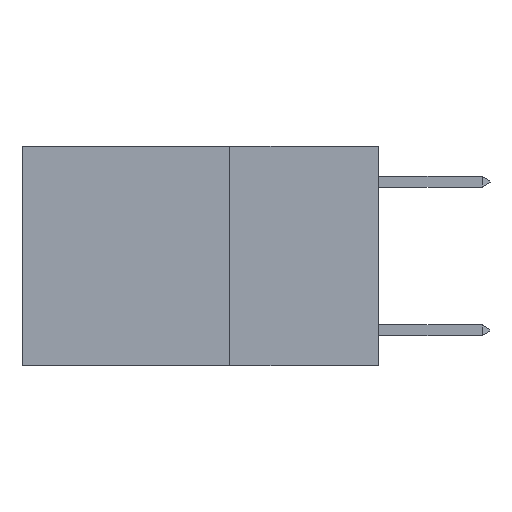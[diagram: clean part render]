
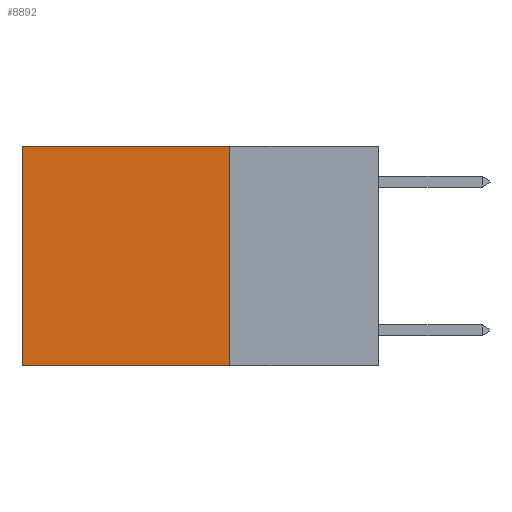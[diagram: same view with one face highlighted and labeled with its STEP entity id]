
A CAD part, left-side view. The second image highlights one B-rep face of the part: STEP entity #8892.
In plain terms, the highlighted planar face has unit normal (-1, 0, 0).
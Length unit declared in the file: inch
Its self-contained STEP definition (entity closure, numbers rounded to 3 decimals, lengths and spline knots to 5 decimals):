
#688 = ORIENTED_EDGE ( 'NONE', *, *, #4275, .F. ) ;
#899 = DIRECTION ( 'NONE',  ( 1., 0., 0. ) ) ;
#1119 = CARTESIAN_POINT ( 'NONE',  ( 0.2625, 0.25, -0.37 ) ) ;
#1406 = VECTOR ( 'NONE', #12184, 39.37008 ) ;
#1731 = LINE ( 'NONE', #5652, #11254 ) ;
#2277 = CARTESIAN_POINT ( 'NONE',  ( 0.2625, 0.25, 0. ) ) ;
#3038 = CARTESIAN_POINT ( 'NONE',  ( 0.2625, 0.6, 0. ) ) ;
#3204 = VECTOR ( 'NONE', #14784, 39.37008 ) ;
#3436 = VECTOR ( 'NONE', #13546, 39.37008 ) ;
#3603 = PLANE ( 'NONE',  #4418 ) ;
#4275 = EDGE_CURVE ( 'NONE', #11146, #11993, #13274, .T. ) ;
#4418 = AXIS2_PLACEMENT_3D ( 'NONE', #2277, #899, #8652 ) ;
#5652 = CARTESIAN_POINT ( 'NONE',  ( 0.2625, 0.25, 0. ) ) ;
#6674 = CARTESIAN_POINT ( 'NONE',  ( 0.2625, 0.25, 0. ) ) ;
#7040 = VERTEX_POINT ( 'NONE', #3038 ) ;
#7806 = CARTESIAN_POINT ( 'NONE',  ( 0.2625, 0.6, -0.37 ) ) ;
#7828 = CARTESIAN_POINT ( 'NONE',  ( 0.2625, 0.25, 0. ) ) ;
#8011 = CARTESIAN_POINT ( 'NONE',  ( 0.2625, 0.25, -0.37 ) ) ;
#8047 = ORIENTED_EDGE ( 'NONE', *, *, #12694, .T. ) ;
#8218 = ORIENTED_EDGE ( 'NONE', *, *, #12131, .F. ) ;
#8489 = LINE ( 'NONE', #12248, #3436 ) ;
#8652 = DIRECTION ( 'NONE',  ( 0., 0., -1. ) ) ;
#8732 = EDGE_LOOP ( 'NONE', ( #8047, #8218, #688, #15676 ) ) ;
#8892 = ADVANCED_FACE ( 'NONE', ( #12488 ), #3603, .F. ) ;
#11146 = VERTEX_POINT ( 'NONE', #7828 ) ;
#11254 = VECTOR ( 'NONE', #12118, 39.37008 ) ;
#11993 = VERTEX_POINT ( 'NONE', #1119 ) ;
#12118 = DIRECTION ( 'NONE',  ( 0., 1., 0. ) ) ;
#12131 = EDGE_CURVE ( 'NONE', #11993, #14341, #15845, .T. ) ;
#12184 = DIRECTION ( 'NONE',  ( 0., 1., 0. ) ) ;
#12248 = CARTESIAN_POINT ( 'NONE',  ( 0.2625, 0.6, 0. ) ) ;
#12488 = FACE_OUTER_BOUND ( 'NONE', #8732, .T. ) ;
#12694 = EDGE_CURVE ( 'NONE', #7040, #14341, #8489, .T. ) ;
#13274 = LINE ( 'NONE', #6674, #3204 ) ;
#13546 = DIRECTION ( 'NONE',  ( 0., 0., -1. ) ) ;
#13639 = EDGE_CURVE ( 'NONE', #11146, #7040, #1731, .T. ) ;
#14341 = VERTEX_POINT ( 'NONE', #7806 ) ;
#14784 = DIRECTION ( 'NONE',  ( 0., 0., -1. ) ) ;
#15676 = ORIENTED_EDGE ( 'NONE', *, *, #13639, .T. ) ;
#15845 = LINE ( 'NONE', #8011, #1406 ) ;
